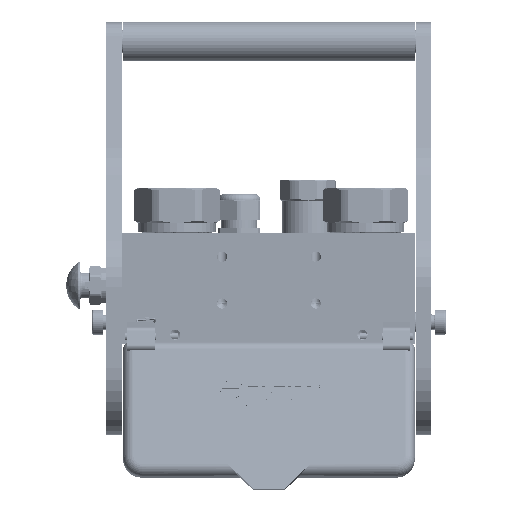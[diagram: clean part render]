
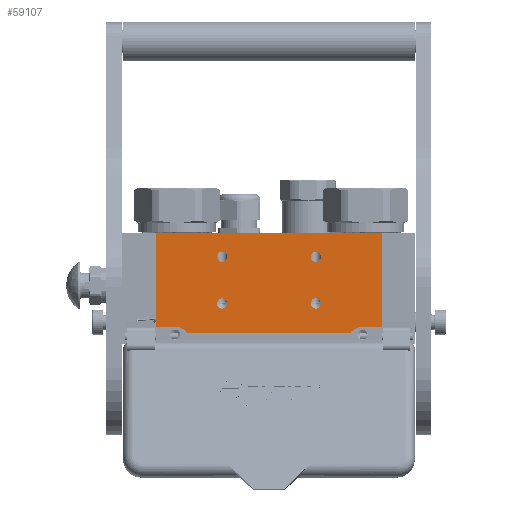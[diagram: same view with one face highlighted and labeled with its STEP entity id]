
A CAD part, left-side view. The second image highlights one B-rep face of the part: STEP entity #59107.
In plain terms, the highlighted face is planar.
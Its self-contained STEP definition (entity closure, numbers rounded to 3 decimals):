
#870 = DIRECTION ( 'NONE',  ( 0., 1., 0. ) ) ;
#2964 = EDGE_CURVE ( 'NONE', #173639, #96095, #50531, .T. ) ;
#4070 = AXIS2_PLACEMENT_3D ( 'NONE', #93194, #91429, #106977 ) ;
#6384 = ORIENTED_EDGE ( 'NONE', *, *, #157473, .T. ) ;
#6402 = AXIS2_PLACEMENT_3D ( 'NONE', #109427, #151505, #84162 ) ;
#7974 = DIRECTION ( 'NONE',  ( 0., 0., -1. ) ) ;
#8028 = DIRECTION ( 'NONE',  ( 0., 0., -1. ) ) ;
#8903 = ORIENTED_EDGE ( 'NONE', *, *, #160015, .F. ) ;
#9404 = VECTOR ( 'NONE', #41767, 1000. ) ;
#9461 = LINE ( 'NONE', #141021, #114763 ) ;
#10117 = CARTESIAN_POINT ( 'NONE',  ( 21.3, 0., -108. ) ) ;
#10269 = VERTEX_POINT ( 'NONE', #10117 ) ;
#11775 = DIRECTION ( 'NONE',  ( 0., 0., -1. ) ) ;
#11926 = ORIENTED_EDGE ( 'NONE', *, *, #14557, .F. ) ;
#12324 = VERTEX_POINT ( 'NONE', #25703 ) ;
#13962 = VECTOR ( 'NONE', #117160, 1000. ) ;
#14557 = EDGE_CURVE ( 'NONE', #62389, #12324, #23919, .T. ) ;
#14911 = ORIENTED_EDGE ( 'NONE', *, *, #99084, .T. ) ;
#15669 = PLANE ( 'NONE',  #6402 ) ;
#17059 = DIRECTION ( 'NONE',  ( 0., -1., 0. ) ) ;
#18278 = DIRECTION ( 'NONE',  ( 0., 0., -1. ) ) ;
#20161 = CARTESIAN_POINT ( 'NONE',  ( 166.7, 0., -108. ) ) ;
#20338 = FACE_BOUND ( 'NONE', #54143, .T. ) ;
#21428 = CARTESIAN_POINT ( 'NONE',  ( 64., 15., -108. ) ) ;
#21469 = CARTESIAN_POINT ( 'NONE',  ( 124., 41.7, -108. ) ) ;
#23781 = ORIENTED_EDGE ( 'NONE', *, *, #81212, .T. ) ;
#23919 = CIRCLE ( 'NONE', #46829, 3.3 ) ;
#23970 = CARTESIAN_POINT ( 'NONE',  ( 166.7, 60., -108. ) ) ;
#24227 = EDGE_CURVE ( 'NONE', #136794, #88060, #129223, .T. ) ;
#24369 = DIRECTION ( 'NONE',  ( 1., 0., 0. ) ) ;
#24887 = VERTEX_POINT ( 'NONE', #65105 ) ;
#25703 = CARTESIAN_POINT ( 'NONE',  ( 64., 41.7, -108. ) ) ;
#27383 = VECTOR ( 'NONE', #24369, 1000. ) ;
#32370 = AXIS2_PLACEMENT_3D ( 'NONE', #163414, #42555, #138688 ) ;
#32392 = CARTESIAN_POINT ( 'NONE',  ( 64., 48.3, -108. ) ) ;
#33455 = AXIS2_PLACEMENT_3D ( 'NONE', #33936, #18278, #47148 ) ;
#33936 = CARTESIAN_POINT ( 'NONE',  ( 154., 70., -108. ) ) ;
#36200 = ORIENTED_EDGE ( 'NONE', *, *, #2964, .F. ) ;
#39731 = VERTEX_POINT ( 'NONE', #98403 ) ;
#41767 = DIRECTION ( 'NONE',  ( -1., 0., 0. ) ) ;
#42555 = DIRECTION ( 'NONE',  ( 0., 0., -1. ) ) ;
#42929 = EDGE_LOOP ( 'NONE', ( #150574, #108572 ) ) ;
#46829 = AXIS2_PLACEMENT_3D ( 'NONE', #132979, #8028, #116795 ) ;
#47148 = DIRECTION ( 'NONE',  ( 0., -1., 0. ) ) ;
#48240 = DIRECTION ( 'NONE',  ( 0.815, -0.58, 0. ) ) ;
#50531 = LINE ( 'NONE', #144242, #13962 ) ;
#51544 = EDGE_CURVE ( 'NONE', #122673, #24887, #176325, .T. ) ;
#52447 = ORIENTED_EDGE ( 'NONE', *, *, #67897, .F. ) ;
#52534 = CARTESIAN_POINT ( 'NONE',  ( 124., 18.3, -108. ) ) ;
#52916 = VECTOR ( 'NONE', #114510, 1000. ) ;
#54143 = EDGE_LOOP ( 'NONE', ( #99213, #11926 ) ) ;
#54515 = LINE ( 'NONE', #151712, #9404 ) ;
#58455 = VERTEX_POINT ( 'NONE', #149410 ) ;
#58510 = EDGE_CURVE ( 'NONE', #58455, #131072, #69947, .T. ) ;
#58577 = EDGE_CURVE ( 'NONE', #131072, #58455, #153815, .T. ) ;
#58913 = FACE_BOUND ( 'NONE', #150728, .T. ) ;
#59107 = ADVANCED_FACE ( 'NONE', ( #153652, #132066, #20338, #58913, #99844 ), #15669, .T. ) ;
#60326 = ORIENTED_EDGE ( 'NONE', *, *, #100503, .F. ) ;
#62389 = VERTEX_POINT ( 'NONE', #32392 ) ;
#62756 = DIRECTION ( 'NONE',  ( 0., 1., 0. ) ) ;
#63166 = AXIS2_PLACEMENT_3D ( 'NONE', #108527, #11775, #106181 ) ;
#65105 = CARTESIAN_POINT ( 'NONE',  ( 34., 60., -108. ) ) ;
#67897 = EDGE_CURVE ( 'NONE', #152814, #82672, #86296, .T. ) ;
#69556 = AXIS2_PLACEMENT_3D ( 'NONE', #137890, #83187, #870 ) ;
#69947 = CIRCLE ( 'NONE', #69556, 3.3 ) ;
#70525 = CARTESIAN_POINT ( 'NONE',  ( 124., 45., -108. ) ) ;
#71645 = EDGE_CURVE ( 'NONE', #90654, #122673, #9461, .T. ) ;
#72497 = DIRECTION ( 'NONE',  ( -1., 0., 0. ) ) ;
#73914 = LINE ( 'NONE', #119219, #140651 ) ;
#77287 = DIRECTION ( 'NONE',  ( 0., 0., -1. ) ) ;
#81212 = EDGE_CURVE ( 'NONE', #10269, #101778, #73914, .T. ) ;
#82672 = VERTEX_POINT ( 'NONE', #150204 ) ;
#83187 = DIRECTION ( 'NONE',  ( 0., 0., -1. ) ) ;
#84162 = DIRECTION ( 'NONE',  ( -1., 0., 0. ) ) ;
#86296 = CIRCLE ( 'NONE', #4070, 3.3 ) ;
#88060 = VERTEX_POINT ( 'NONE', #52534 ) ;
#88435 = EDGE_CURVE ( 'NONE', #88060, #136794, #174083, .T. ) ;
#90240 = CARTESIAN_POINT ( 'NONE',  ( 154., 60., -108. ) ) ;
#90654 = VERTEX_POINT ( 'NONE', #94380 ) ;
#91429 = DIRECTION ( 'NONE',  ( 0., 0., -1. ) ) ;
#91570 = DIRECTION ( 'NONE',  ( 0., 1., 0. ) ) ;
#91760 = AXIS2_PLACEMENT_3D ( 'NONE', #143789, #116714, #48240 ) ;
#92869 = EDGE_LOOP ( 'NONE', ( #128476, #176219 ) ) ;
#93194 = CARTESIAN_POINT ( 'NONE',  ( 64., 15., -108. ) ) ;
#94380 = CARTESIAN_POINT ( 'NONE',  ( 145.854, 64.2, -108. ) ) ;
#96095 = VERTEX_POINT ( 'NONE', #90240 ) ;
#98403 = CARTESIAN_POINT ( 'NONE',  ( 166.7, 0., -108. ) ) ;
#99084 = EDGE_CURVE ( 'NONE', #101778, #24887, #126288, .T. ) ;
#99213 = ORIENTED_EDGE ( 'NONE', *, *, #167695, .F. ) ;
#99844 = FACE_OUTER_BOUND ( 'NONE', #105505, .T. ) ;
#100503 = EDGE_CURVE ( 'NONE', #82672, #152814, #106582, .T. ) ;
#101608 = ORIENTED_EDGE ( 'NONE', *, *, #71645, .F. ) ;
#101778 = VERTEX_POINT ( 'NONE', #159599 ) ;
#105347 = CARTESIAN_POINT ( 'NONE',  ( 124., 11.7, -108. ) ) ;
#105505 = EDGE_LOOP ( 'NONE', ( #8903, #6384, #23781, #14911, #157314, #101608, #149699, #36200 ) ) ;
#106181 = DIRECTION ( 'NONE',  ( 0., -1., 0. ) ) ;
#106582 = CIRCLE ( 'NONE', #112606, 3.3 ) ;
#106977 = DIRECTION ( 'NONE',  ( 0., 1., 0. ) ) ;
#108527 = CARTESIAN_POINT ( 'NONE',  ( 64., 45., -108. ) ) ;
#108572 = ORIENTED_EDGE ( 'NONE', *, *, #88435, .F. ) ;
#109427 = CARTESIAN_POINT ( 'NONE',  ( 166.7, 0., -108. ) ) ;
#112606 = AXIS2_PLACEMENT_3D ( 'NONE', #21428, #77287, #129568 ) ;
#114510 = DIRECTION ( 'NONE',  ( 0., 1., 0. ) ) ;
#114763 = VECTOR ( 'NONE', #72497, 1000. ) ;
#116714 = DIRECTION ( 'NONE',  ( 0., 0., -1. ) ) ;
#116795 = DIRECTION ( 'NONE',  ( 0., 1., 0. ) ) ;
#117160 = DIRECTION ( 'NONE',  ( -1., 0., 0. ) ) ;
#119219 = CARTESIAN_POINT ( 'NONE',  ( 21.3, 0., -108. ) ) ;
#122673 = VERTEX_POINT ( 'NONE', #168557 ) ;
#126288 = LINE ( 'NONE', #162564, #27383 ) ;
#128476 = ORIENTED_EDGE ( 'NONE', *, *, #58577, .F. ) ;
#129223 = CIRCLE ( 'NONE', #32370, 3.3 ) ;
#129568 = DIRECTION ( 'NONE',  ( 0., -1., 0. ) ) ;
#131072 = VERTEX_POINT ( 'NONE', #21469 ) ;
#132066 = FACE_BOUND ( 'NONE', #42929, .T. ) ;
#132979 = CARTESIAN_POINT ( 'NONE',  ( 64., 45., -108. ) ) ;
#136794 = VERTEX_POINT ( 'NONE', #105347 ) ;
#137469 = CARTESIAN_POINT ( 'NONE',  ( 64., 18.3, -108. ) ) ;
#137502 = AXIS2_PLACEMENT_3D ( 'NONE', #146817, #7974, #91570 ) ;
#137890 = CARTESIAN_POINT ( 'NONE',  ( 124., 45., -108. ) ) ;
#138688 = DIRECTION ( 'NONE',  ( 0., -1., 0. ) ) ;
#139674 = DIRECTION ( 'NONE',  ( 0., 0., -1. ) ) ;
#140651 = VECTOR ( 'NONE', #62756, 1000. ) ;
#141021 = CARTESIAN_POINT ( 'NONE',  ( 145.854, 64.2, -108. ) ) ;
#143789 = CARTESIAN_POINT ( 'NONE',  ( 34., 70., -108. ) ) ;
#144242 = CARTESIAN_POINT ( 'NONE',  ( 166.7, 60., -108. ) ) ;
#146817 = CARTESIAN_POINT ( 'NONE',  ( 124., 15., -108. ) ) ;
#149410 = CARTESIAN_POINT ( 'NONE',  ( 124., 48.3, -108. ) ) ;
#149699 = ORIENTED_EDGE ( 'NONE', *, *, #152057, .F. ) ;
#150204 = CARTESIAN_POINT ( 'NONE',  ( 64., 11.7, -108. ) ) ;
#150574 = ORIENTED_EDGE ( 'NONE', *, *, #24227, .F. ) ;
#150600 = CIRCLE ( 'NONE', #63166, 3.3 ) ;
#150728 = EDGE_LOOP ( 'NONE', ( #60326, #52447 ) ) ;
#151505 = DIRECTION ( 'NONE',  ( 0., 0., -1. ) ) ;
#151712 = CARTESIAN_POINT ( 'NONE',  ( 166.7, 0., -108. ) ) ;
#152057 = EDGE_CURVE ( 'NONE', #96095, #90654, #157597, .T. ) ;
#152814 = VERTEX_POINT ( 'NONE', #137469 ) ;
#153652 = FACE_BOUND ( 'NONE', #92869, .T. ) ;
#153815 = CIRCLE ( 'NONE', #167540, 3.3 ) ;
#153975 = LINE ( 'NONE', #20161, #52916 ) ;
#157314 = ORIENTED_EDGE ( 'NONE', *, *, #51544, .F. ) ;
#157473 = EDGE_CURVE ( 'NONE', #39731, #10269, #54515, .T. ) ;
#157597 = CIRCLE ( 'NONE', #33455, 10. ) ;
#159599 = CARTESIAN_POINT ( 'NONE',  ( 21.3, 60., -108. ) ) ;
#160015 = EDGE_CURVE ( 'NONE', #39731, #173639, #153975, .T. ) ;
#162564 = CARTESIAN_POINT ( 'NONE',  ( 21.3, 60., -108. ) ) ;
#163414 = CARTESIAN_POINT ( 'NONE',  ( 124., 15., -108. ) ) ;
#167540 = AXIS2_PLACEMENT_3D ( 'NONE', #70525, #139674, #17059 ) ;
#167695 = EDGE_CURVE ( 'NONE', #12324, #62389, #150600, .T. ) ;
#168557 = CARTESIAN_POINT ( 'NONE',  ( 42.146, 64.2, -108. ) ) ;
#173639 = VERTEX_POINT ( 'NONE', #23970 ) ;
#174083 = CIRCLE ( 'NONE', #137502, 3.3 ) ;
#176219 = ORIENTED_EDGE ( 'NONE', *, *, #58510, .F. ) ;
#176325 = CIRCLE ( 'NONE', #91760, 10. ) ;
